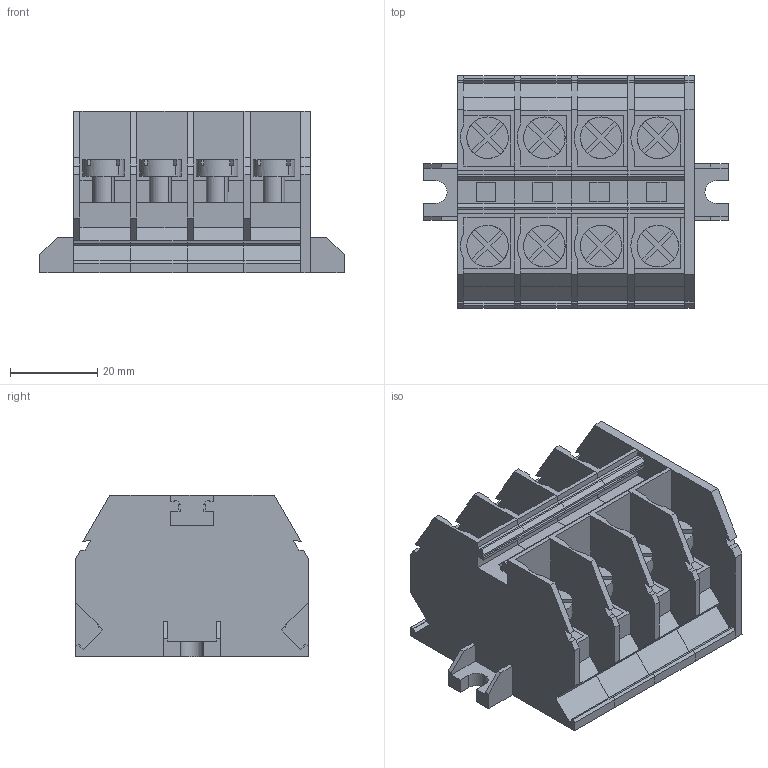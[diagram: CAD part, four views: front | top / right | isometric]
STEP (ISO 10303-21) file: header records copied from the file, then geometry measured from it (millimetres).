
FILE_DESCRIPTION(('Creo Elements/Direct Modeling STEP Export'),'2;1');
FILE_NAME('model.stp','2019-09-23T16:27:19',(''),(''),'Creo Elements/Direct Modeling STEP processor for AP214 (Solid Model)','Creo Elements/Direct Modeling 20.1A 29-Sep-2018 (C) Parametric Technology GmbH','');
FILE_SCHEMA(('AUTOMOTIVE_DESIGN { 1 0 10303 214 1 1 1 1 }'));
Length unit declared in the file: millimetre
Products named in the file (2): RSC_5_F_4-select
Assembly tree (1 placements, depth 2):
  RSC_5_F_4-select
    RSC_5_F_4-select
Bounding box: 69.7 x 53.3 x 37 mm (x, y, z)
Volume: 55319.8 mm3; surface area: 26458.6 mm2
Topology: 1 solids, 1 shells, 519 faces, 1373 edges, 876 vertices
Faces by surface type: plane 469, cylinder 50
Entity records: 18552 total; most frequent: ORIENTED_EDGE 2746, CARTESIAN_POINT 2475, DIRECTION 2092, EDGE_CURVE 1373, VECTOR 1106, LINE 1106, VERTEX_POINT 876, EDGE_LOOP 539
